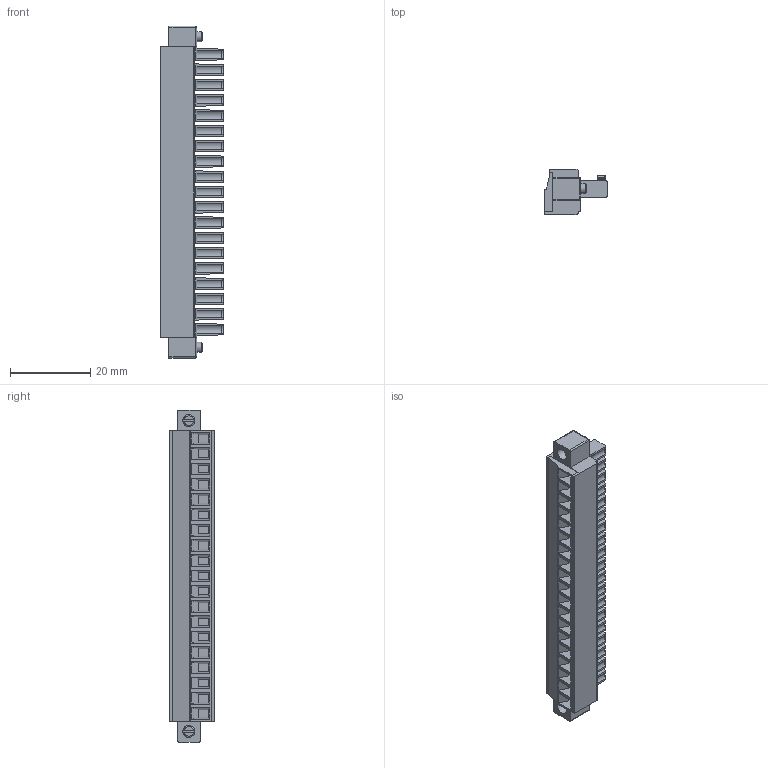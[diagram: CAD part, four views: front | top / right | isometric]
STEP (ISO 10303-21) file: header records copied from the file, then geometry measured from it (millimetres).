
FILE_DESCRIPTION(('STEP AP214'),'1');
FILE_NAME('SH10-7,62-K-S.stp','2018-11-19T11:49:25',(' '),(' '),'Spatial InterOp 3D',' ',' ');
FILE_SCHEMA(('AUTOMOTIVE_DESIGN { 1 0 10303 214 1 1 1 1 }'));
Length unit declared in the file: metre
Products named in the file (1): 1
Bounding box: 15.5 x 11.1 x 82.79 mm (x, y, z)
Volume: 6986.1 mm3; surface area: 8001.8 mm2
Topology: 1 solids, 1 shells, 1395 faces, 3683 edges, 2345 vertices
Faces by surface type: plane 921, cylinder 330, cone 59, torus 43, sphere 42
Full cylindrical faces by diameter (mm): 1.2 x19, 1.8 x9, 2.5 x2, 2.8 x19, 3 x21
Entity records: 52685 total; most frequent: CARTESIAN_POINT 7983, ORIENTED_EDGE 6842, DIRECTION 6826, EDGE_CURVE 3421, LINE 2552, VECTOR 2552, VERTEX_POINT 2254, AXIS2_PLACEMENT_3D 2137
